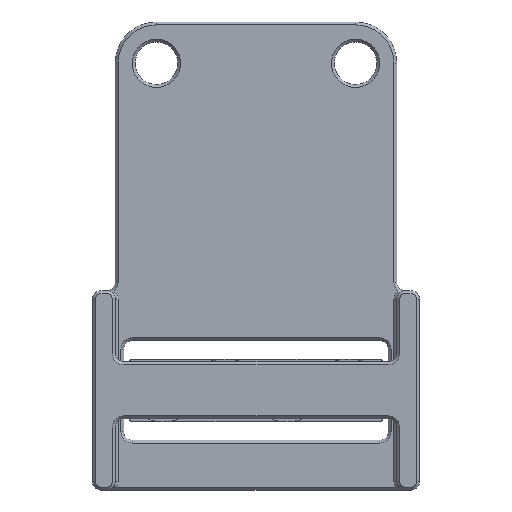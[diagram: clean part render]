
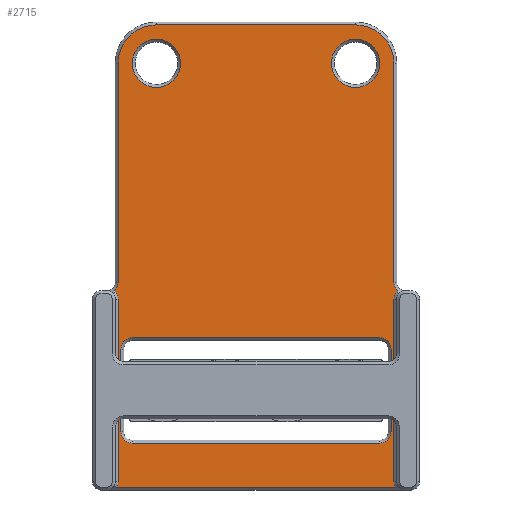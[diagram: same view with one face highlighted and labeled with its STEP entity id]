
A CAD part, top view. The second image highlights one B-rep face of the part: STEP entity #2715.
In plain terms, the highlighted planar face has unit normal (0, 0, 1).
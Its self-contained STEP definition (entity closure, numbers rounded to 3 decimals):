
#28=FACE_BOUND('',#453,.T.);
#29=FACE_BOUND('',#454,.T.);
#30=FACE_BOUND('',#455,.T.);
#87=CIRCLE('',#2892,5.4);
#88=CIRCLE('',#2895,5.4);
#90=CIRCLE('',#2899,1.6);
#103=CIRCLE('',#2916,1.6);
#105=CIRCLE('',#2919,1.6);
#106=CIRCLE('',#2920,1.6);
#107=CIRCLE('',#2921,1.6);
#108=CIRCLE('',#2922,1.6);
#109=CIRCLE('',#2923,3.4);
#110=CIRCLE('',#2924,3.4);
#111=CIRCLE('',#2925,1.6);
#112=CIRCLE('',#2926,1.6);
#113=CIRCLE('',#2927,1.6);
#114=CIRCLE('',#2928,1.6);
#287=FACE_OUTER_BOUND('',#452,.T.);
#452=EDGE_LOOP('',(#1893,#1894,#1895,#1896,#1897,#1898,#1899,#1900,#1901,
#1902,#1903,#1904,#1905,#1906));
#453=EDGE_LOOP('',(#1907));
#454=EDGE_LOOP('',(#1908));
#455=EDGE_LOOP('',(#1909,#1910,#1911,#1912,#1913,#1914,#1915,#1916));
#620=LINE('',#4123,#880);
#623=LINE('',#4131,#883);
#626=LINE('',#4139,#886);
#638=LINE('',#4232,#898);
#639=LINE('',#4236,#899);
#640=LINE('',#4240,#900);
#641=LINE('',#4248,#901);
#642=LINE('',#4252,#902);
#643=LINE('',#4256,#903);
#644=LINE('',#4260,#904);
#880=VECTOR('',#3243,10.);
#883=VECTOR('',#3252,10.);
#886=VECTOR('',#3261,10.);
#898=VECTOR('',#3319,10.);
#899=VECTOR('',#3322,10.);
#900=VECTOR('',#3325,10.);
#901=VECTOR('',#3332,10.);
#902=VECTOR('',#3335,10.);
#903=VECTOR('',#3338,10.);
#904=VECTOR('',#3341,10.);
#1137=VERTEX_POINT('',#4118);
#1138=VERTEX_POINT('',#4121);
#1139=VERTEX_POINT('',#4125);
#1140=VERTEX_POINT('',#4129);
#1141=VERTEX_POINT('',#4133);
#1142=VERTEX_POINT('',#4137);
#1145=VERTEX_POINT('',#4152);
#1166=VERTEX_POINT('',#4208);
#1169=VERTEX_POINT('',#4229);
#1170=VERTEX_POINT('',#4231);
#1171=VERTEX_POINT('',#4233);
#1172=VERTEX_POINT('',#4235);
#1173=VERTEX_POINT('',#4237);
#1174=VERTEX_POINT('',#4239);
#1175=VERTEX_POINT('',#4242);
#1176=VERTEX_POINT('',#4244);
#1177=VERTEX_POINT('',#4246);
#1178=VERTEX_POINT('',#4247);
#1179=VERTEX_POINT('',#4249);
#1180=VERTEX_POINT('',#4251);
#1181=VERTEX_POINT('',#4253);
#1182=VERTEX_POINT('',#4255);
#1183=VERTEX_POINT('',#4257);
#1184=VERTEX_POINT('',#4259);
#1404=EDGE_CURVE('',#1138,#1137,#620,.T.);
#1406=EDGE_CURVE('',#1139,#1138,#87,.T.);
#1408=EDGE_CURVE('',#1140,#1139,#623,.T.);
#1410=EDGE_CURVE('',#1141,#1140,#88,.T.);
#1412=EDGE_CURVE('',#1142,#1141,#626,.T.);
#1416=EDGE_CURVE('',#1145,#1142,#90,.T.);
#1440=EDGE_CURVE('',#1137,#1166,#103,.T.);
#1444=EDGE_CURVE('',#1169,#1145,#105,.T.);
#1445=EDGE_CURVE('',#1170,#1169,#638,.T.);
#1446=EDGE_CURVE('',#1171,#1170,#106,.T.);
#1447=EDGE_CURVE('',#1172,#1171,#639,.T.);
#1448=EDGE_CURVE('',#1173,#1172,#107,.T.);
#1449=EDGE_CURVE('',#1174,#1173,#640,.T.);
#1450=EDGE_CURVE('',#1166,#1174,#108,.T.);
#1451=EDGE_CURVE('',#1175,#1175,#109,.T.);
#1452=EDGE_CURVE('',#1176,#1176,#110,.T.);
#1453=EDGE_CURVE('',#1177,#1178,#641,.T.);
#1454=EDGE_CURVE('',#1179,#1177,#111,.T.);
#1455=EDGE_CURVE('',#1180,#1179,#642,.T.);
#1456=EDGE_CURVE('',#1181,#1180,#112,.T.);
#1457=EDGE_CURVE('',#1182,#1181,#643,.T.);
#1458=EDGE_CURVE('',#1183,#1182,#113,.T.);
#1459=EDGE_CURVE('',#1184,#1183,#644,.T.);
#1460=EDGE_CURVE('',#1178,#1184,#114,.T.);
#1893=ORIENTED_EDGE('',*,*,#1412,.F.);
#1894=ORIENTED_EDGE('',*,*,#1416,.F.);
#1895=ORIENTED_EDGE('',*,*,#1444,.F.);
#1896=ORIENTED_EDGE('',*,*,#1445,.F.);
#1897=ORIENTED_EDGE('',*,*,#1446,.F.);
#1898=ORIENTED_EDGE('',*,*,#1447,.F.);
#1899=ORIENTED_EDGE('',*,*,#1448,.F.);
#1900=ORIENTED_EDGE('',*,*,#1449,.F.);
#1901=ORIENTED_EDGE('',*,*,#1450,.F.);
#1902=ORIENTED_EDGE('',*,*,#1440,.F.);
#1903=ORIENTED_EDGE('',*,*,#1404,.F.);
#1904=ORIENTED_EDGE('',*,*,#1406,.F.);
#1905=ORIENTED_EDGE('',*,*,#1408,.F.);
#1906=ORIENTED_EDGE('',*,*,#1410,.F.);
#1907=ORIENTED_EDGE('',*,*,#1451,.F.);
#1908=ORIENTED_EDGE('',*,*,#1452,.F.);
#1909=ORIENTED_EDGE('',*,*,#1453,.F.);
#1910=ORIENTED_EDGE('',*,*,#1454,.F.);
#1911=ORIENTED_EDGE('',*,*,#1455,.F.);
#1912=ORIENTED_EDGE('',*,*,#1456,.F.);
#1913=ORIENTED_EDGE('',*,*,#1457,.F.);
#1914=ORIENTED_EDGE('',*,*,#1458,.F.);
#1915=ORIENTED_EDGE('',*,*,#1459,.F.);
#1916=ORIENTED_EDGE('',*,*,#1460,.F.);
#2631=PLANE('',#2918);
#2715=ADVANCED_FACE('',(#287,#28,#29,#30),#2631,.T.);
#2892=AXIS2_PLACEMENT_3D('',#4127,#3247,#3248);
#2895=AXIS2_PLACEMENT_3D('',#4135,#3256,#3257);
#2899=AXIS2_PLACEMENT_3D('',#4160,#3266,#3267);
#2916=AXIS2_PLACEMENT_3D('',#4209,#3311,#3312);
#2918=AXIS2_PLACEMENT_3D('',#4228,#3315,#3316);
#2919=AXIS2_PLACEMENT_3D('',#4230,#3317,#3318);
#2920=AXIS2_PLACEMENT_3D('',#4234,#3320,#3321);
#2921=AXIS2_PLACEMENT_3D('',#4238,#3323,#3324);
#2922=AXIS2_PLACEMENT_3D('',#4241,#3326,#3327);
#2923=AXIS2_PLACEMENT_3D('',#4243,#3328,#3329);
#2924=AXIS2_PLACEMENT_3D('',#4245,#3330,#3331);
#2925=AXIS2_PLACEMENT_3D('',#4250,#3333,#3334);
#2926=AXIS2_PLACEMENT_3D('',#4254,#3336,#3337);
#2927=AXIS2_PLACEMENT_3D('',#4258,#3339,#3340);
#2928=AXIS2_PLACEMENT_3D('',#4261,#3342,#3343);
#3243=DIRECTION('',(0.,-1.,0.));
#3247=DIRECTION('center_axis',(0.,0.,-1.));
#3248=DIRECTION('ref_axis',(0.707,0.707,0.));
#3252=DIRECTION('',(1.,0.,0.));
#3256=DIRECTION('center_axis',(0.,0.,-1.));
#3257=DIRECTION('ref_axis',(-0.707,0.707,0.));
#3261=DIRECTION('',(0.,1.,0.));
#3266=DIRECTION('center_axis',(0.,0.,1.));
#3267=DIRECTION('ref_axis',(0.707,-0.707,0.));
#3311=DIRECTION('center_axis',(0.,0.,1.));
#3312=DIRECTION('ref_axis',(-0.707,-0.707,0.));
#3315=DIRECTION('center_axis',(0.,0.,1.));
#3316=DIRECTION('ref_axis',(1.,0.,0.));
#3317=DIRECTION('center_axis',(0.,0.,1.));
#3318=DIRECTION('ref_axis',(0.707,0.707,0.));
#3319=DIRECTION('',(0.,1.,0.));
#3320=DIRECTION('center_axis',(0.,0.,1.));
#3321=DIRECTION('ref_axis',(0.707,-0.707,0.));
#3322=DIRECTION('',(-1.,0.,0.));
#3323=DIRECTION('center_axis',(0.,0.,1.));
#3324=DIRECTION('ref_axis',(-0.707,-0.707,0.));
#3325=DIRECTION('',(0.,-1.,0.));
#3326=DIRECTION('center_axis',(0.,0.,1.));
#3327=DIRECTION('ref_axis',(-0.707,0.707,0.));
#3328=DIRECTION('center_axis',(0.,0.,1.));
#3329=DIRECTION('ref_axis',(1.,0.,0.));
#3330=DIRECTION('center_axis',(0.,0.,1.));
#3331=DIRECTION('ref_axis',(1.,0.,0.));
#3332=DIRECTION('',(0.,-1.,0.));
#3333=DIRECTION('center_axis',(0.,0.,1.));
#3334=DIRECTION('ref_axis',(-0.707,0.707,0.));
#3335=DIRECTION('',(-1.,0.,0.));
#3336=DIRECTION('center_axis',(0.,0.,1.));
#3337=DIRECTION('ref_axis',(0.707,0.707,0.));
#3338=DIRECTION('',(0.,1.,0.));
#3339=DIRECTION('center_axis',(0.,0.,1.));
#3340=DIRECTION('ref_axis',(0.707,-0.707,0.));
#3341=DIRECTION('',(1.,0.,0.));
#3342=DIRECTION('center_axis',(0.,0.,1.));
#3343=DIRECTION('ref_axis',(-0.707,-0.707,0.));
#4118=CARTESIAN_POINT('',(39.4,-36.8,2.));
#4121=CARTESIAN_POINT('',(39.4,-6.,2.));
#4123=CARTESIAN_POINT('',(39.4,-18.433,2.));
#4125=CARTESIAN_POINT('',(34.,-0.6,2.));
#4127=CARTESIAN_POINT('Origin',(34.,-6.,2.));
#4129=CARTESIAN_POINT('',(6.,-0.6,2.));
#4131=CARTESIAN_POINT('',(20.,-0.6,2.));
#4133=CARTESIAN_POINT('',(0.6,-6.,2.));
#4135=CARTESIAN_POINT('Origin',(6.,-6.,2.));
#4137=CARTESIAN_POINT('',(0.6,-36.8,2.));
#4139=CARTESIAN_POINT('',(0.6,-18.433,2.));
#4152=CARTESIAN_POINT('',(0.058,-38.,2.));
#4160=CARTESIAN_POINT('Origin',(-1.,-36.8,2.));
#4208=CARTESIAN_POINT('',(39.942,-38.,2.));
#4209=CARTESIAN_POINT('Origin',(41.,-36.8,2.));
#4228=CARTESIAN_POINT('Origin',(20.,-17.867,2.));
#4229=CARTESIAN_POINT('',(0.6,-39.2,2.));
#4230=CARTESIAN_POINT('Origin',(-1.,-39.2,2.));
#4231=CARTESIAN_POINT('',(0.6,-64.8,2.));
#4232=CARTESIAN_POINT('',(0.6,-34.933,2.));
#4233=CARTESIAN_POINT('',(0.386,-65.6,2.));
#4234=CARTESIAN_POINT('Origin',(-1.,-64.8,2.));
#4235=CARTESIAN_POINT('',(39.614,-65.6,2.));
#4236=CARTESIAN_POINT('',(20.,-65.6,2.));
#4237=CARTESIAN_POINT('',(39.4,-64.8,2.));
#4238=CARTESIAN_POINT('Origin',(41.,-64.8,2.));
#4239=CARTESIAN_POINT('',(39.4,-39.2,2.));
#4240=CARTESIAN_POINT('',(39.4,-34.933,2.));
#4241=CARTESIAN_POINT('Origin',(41.,-39.2,2.));
#4242=CARTESIAN_POINT('',(30.6,-6.,2.));
#4243=CARTESIAN_POINT('Origin',(34.,-6.,2.));
#4244=CARTESIAN_POINT('',(2.6,-6.,2.));
#4245=CARTESIAN_POINT('Origin',(6.,-6.,2.));
#4246=CARTESIAN_POINT('',(1.,-46.2,2.));
#4247=CARTESIAN_POINT('',(1.,-57.8,2.));
#4248=CARTESIAN_POINT('',(1.,-34.933,2.));
#4249=CARTESIAN_POINT('',(2.6,-44.6,2.));
#4250=CARTESIAN_POINT('Origin',(2.6,-46.2,2.));
#4251=CARTESIAN_POINT('',(37.4,-44.6,2.));
#4252=CARTESIAN_POINT('',(20.,-44.6,2.));
#4253=CARTESIAN_POINT('',(39.,-46.2,2.));
#4254=CARTESIAN_POINT('Origin',(37.4,-46.2,2.));
#4255=CARTESIAN_POINT('',(39.,-57.8,2.));
#4256=CARTESIAN_POINT('',(39.,-34.933,2.));
#4257=CARTESIAN_POINT('',(37.4,-59.4,2.));
#4258=CARTESIAN_POINT('Origin',(37.4,-57.8,2.));
#4259=CARTESIAN_POINT('',(2.6,-59.4,2.));
#4260=CARTESIAN_POINT('',(20.,-59.4,2.));
#4261=CARTESIAN_POINT('Origin',(2.6,-57.8,2.));
